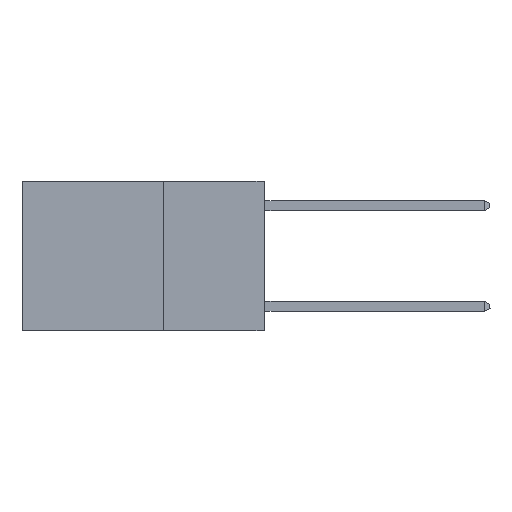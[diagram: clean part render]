
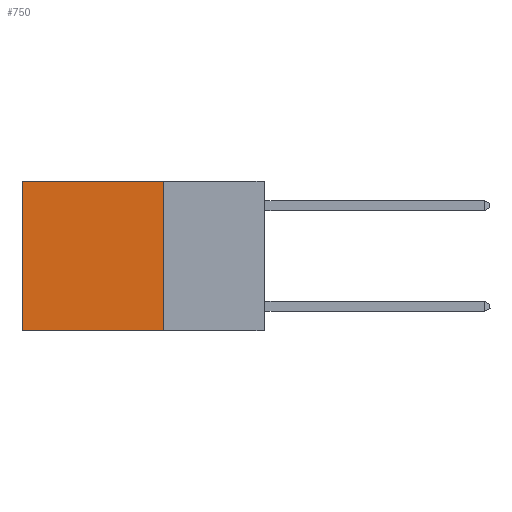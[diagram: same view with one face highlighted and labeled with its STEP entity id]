
A CAD part, left-side view. The second image highlights one B-rep face of the part: STEP entity #750.
In plain terms, the highlighted planar face has unit normal (-1, 0, 0).
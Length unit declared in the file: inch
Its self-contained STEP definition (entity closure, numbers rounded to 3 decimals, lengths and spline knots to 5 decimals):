
#408 = VECTOR ( 'NONE', #5329, 39.37008 ) ;
#445 = VERTEX_POINT ( 'NONE', #1833 ) ;
#490 = LINE ( 'NONE', #8806, #9289 ) ;
#735 = LINE ( 'NONE', #1689, #6165 ) ;
#750 = ADVANCED_FACE ( 'NONE', ( #3087 ), #6527, .F. ) ;
#850 = CARTESIAN_POINT ( 'NONE',  ( 0.2625, 0.25, 0. ) ) ;
#897 = CARTESIAN_POINT ( 'NONE',  ( 0.2625, 0.25, -0.37 ) ) ;
#1119 = ORIENTED_EDGE ( 'NONE', *, *, #1565, .T. ) ;
#1147 = AXIS2_PLACEMENT_3D ( 'NONE', #2636, #1813, #5594 ) ;
#1190 = ORIENTED_EDGE ( 'NONE', *, *, #6465, .F. ) ;
#1565 = EDGE_CURVE ( 'NONE', #4701, #3054, #735, .T. ) ;
#1689 = CARTESIAN_POINT ( 'NONE',  ( 0.2625, 0.25, 0. ) ) ;
#1747 = VERTEX_POINT ( 'NONE', #4286 ) ;
#1813 = DIRECTION ( 'NONE',  ( 1., 0., 0. ) ) ;
#1833 = CARTESIAN_POINT ( 'NONE',  ( 0.2625, 0.6, -0.37 ) ) ;
#2636 = CARTESIAN_POINT ( 'NONE',  ( 0.2625, 0.25, 0. ) ) ;
#2828 = CARTESIAN_POINT ( 'NONE',  ( 0.2625, 0.25, 0. ) ) ;
#3028 = DIRECTION ( 'NONE',  ( 0., 0., -1. ) ) ;
#3054 = VERTEX_POINT ( 'NONE', #6605 ) ;
#3087 = FACE_OUTER_BOUND ( 'NONE', #7799, .T. ) ;
#4286 = CARTESIAN_POINT ( 'NONE',  ( 0.2625, 0.25, -0.37 ) ) ;
#4701 = VERTEX_POINT ( 'NONE', #850 ) ;
#5113 = LINE ( 'NONE', #897, #10002 ) ;
#5329 = DIRECTION ( 'NONE',  ( 0., 0., -1. ) ) ;
#5533 = ORIENTED_EDGE ( 'NONE', *, *, #7098, .T. ) ;
#5594 = DIRECTION ( 'NONE',  ( 0., 0., -1. ) ) ;
#5993 = DIRECTION ( 'NONE',  ( 0., 1., 0. ) ) ;
#6165 = VECTOR ( 'NONE', #7517, 39.37008 ) ;
#6465 = EDGE_CURVE ( 'NONE', #1747, #445, #5113, .T. ) ;
#6527 = PLANE ( 'NONE',  #1147 ) ;
#6605 = CARTESIAN_POINT ( 'NONE',  ( 0.2625, 0.6, 0. ) ) ;
#6611 = EDGE_CURVE ( 'NONE', #4701, #1747, #8605, .T. ) ;
#7098 = EDGE_CURVE ( 'NONE', #3054, #445, #490, .T. ) ;
#7517 = DIRECTION ( 'NONE',  ( 0., 1., 0. ) ) ;
#7640 = ORIENTED_EDGE ( 'NONE', *, *, #6611, .F. ) ;
#7799 = EDGE_LOOP ( 'NONE', ( #5533, #1190, #7640, #1119 ) ) ;
#8605 = LINE ( 'NONE', #2828, #408 ) ;
#8806 = CARTESIAN_POINT ( 'NONE',  ( 0.2625, 0.6, 0. ) ) ;
#9289 = VECTOR ( 'NONE', #3028, 39.37008 ) ;
#10002 = VECTOR ( 'NONE', #5993, 39.37008 ) ;
